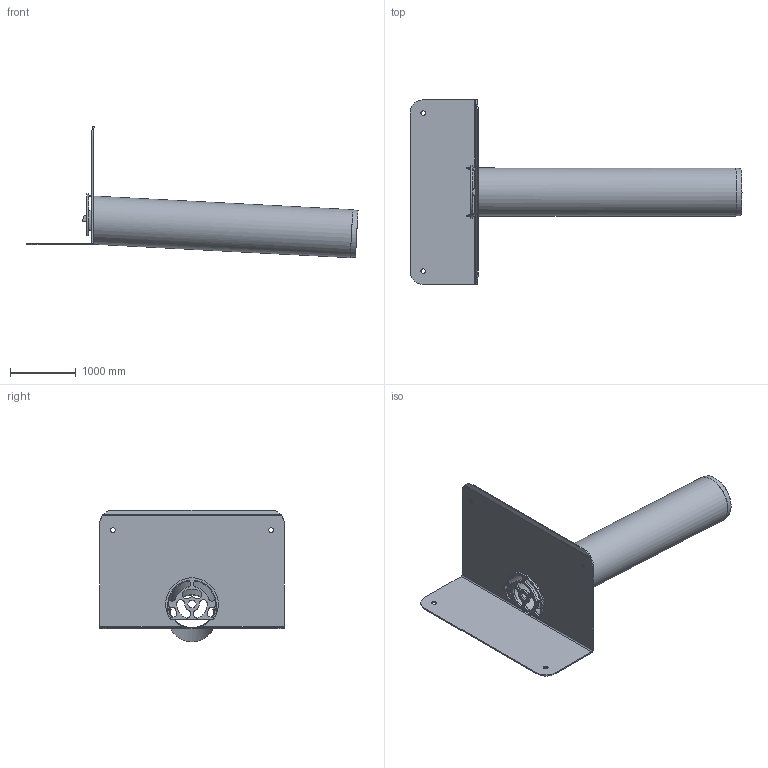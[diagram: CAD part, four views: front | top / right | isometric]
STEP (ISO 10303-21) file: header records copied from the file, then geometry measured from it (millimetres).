
FILE_DESCRIPTION(/* description */ (''),/* implementation_level */ '2;1');
FILE_NAME(/* name */ '12300.070X_3D.stp',/* time_stamp */ '2024-12-11T14:22:35+01:00',/* author */ ('CAD'),/* organization */ (''),/* preprocessor_version */ 'ST-DEVELOPER v20',/* originating_system */ 'AutoCAD Mechanical',/* authorisation */ '');
FILE_SCHEMA (('AUTOMOTIVE_DESIGN { 1 0 10303 214 3 1 1 }'));
Length unit declared in the file: centimetre
Products named in the file (2): Product; *S0
Assembly tree (1 placements, depth 2):
  Product
    *S0
Bounding box: 5038.58 x 2800 x 1994.93 mm (x, y, z)
Volume: 244011684.3 mm3; surface area: 33909154.1 mm2
Topology: 3 solids, 3 shells, 148 faces, 422 edges, 277 vertices
Faces by surface type: plane 75, cylinder 68, cone 3, torus 2
Full cylindrical faces by diameter (mm): 70 x4, 710 x1, 730 x1
Entity records: 5354 total; most frequent: CARTESIAN_POINT 1289, DIRECTION 853, ORIENTED_EDGE 842, EDGE_CURVE 421, AXIS2_PLACEMENT_3D 313, VERTEX_POINT 275, LINE 227, VECTOR 227
